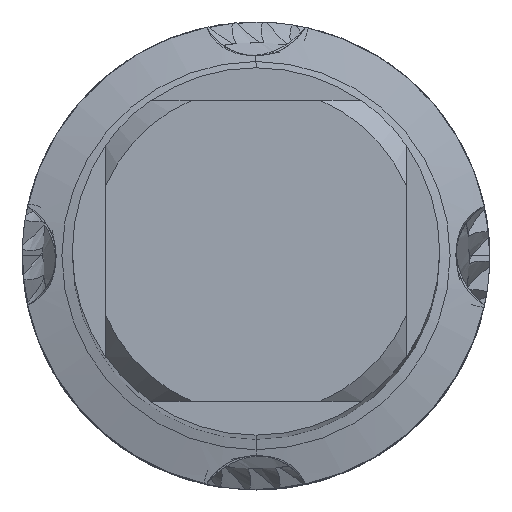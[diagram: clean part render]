
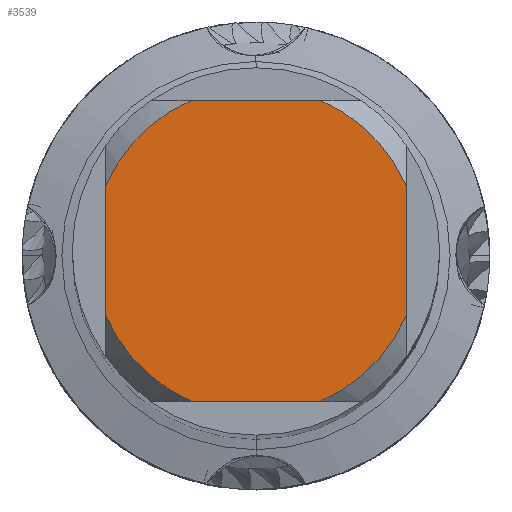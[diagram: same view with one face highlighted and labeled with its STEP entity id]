
A CAD part, top view. The second image highlights one B-rep face of the part: STEP entity #3539.
In plain terms, the highlighted planar face has unit normal (0, 0, 1).
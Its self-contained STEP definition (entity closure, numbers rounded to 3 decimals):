
#2821=VERTEX_POINT('',#7564);
#2963=VERTEX_POINT('',#7713);
#3239=EDGE_CURVE('',#2821,#6589,#8021,.T.);
#3539=ADVANCED_FACE('',(#8346),#8347,.T.);
#3603=EDGE_CURVE('',#6911,#6511,#8417,.T.);
#5111=VERTEX_POINT('',#10070);
#5281=EDGE_CURVE('',#5111,#2963,#10250,.T.);
#5341=EDGE_CURVE('',#6153,#6121,#10314,.T.);
#5717=EDGE_CURVE('',#5111,#6511,#10722,.T.);
#6121=VERTEX_POINT('',#11164);
#6127=EDGE_CURVE('',#6911,#6121,#11171,.T.);
#6153=VERTEX_POINT('',#11201);
#6511=VERTEX_POINT('',#11582);
#6589=VERTEX_POINT('',#11665);
#6693=EDGE_CURVE('',#2821,#2963,#11779,.T.);
#6911=VERTEX_POINT('',#12013);
#6973=EDGE_CURVE('',#6153,#6589,#12076,.T.);
#7564=CARTESIAN_POINT('',(4.5,-1.939,0.0));
#7713=CARTESIAN_POINT('',(1.939,-4.5,0.0));
#8021=LINE('',#14822,#14823);
#8346=FACE_OUTER_BOUND('',#15800,.T.);
#8347=PLANE('',#15801);
#8417=LINE('',#15984,#15985);
#10070=CARTESIAN_POINT('',(-1.939,-4.5,0.0));
#10250=LINE('',#21250,#21251);
#10314=LINE('',#21442,#21443);
#10722=CIRCLE('',#22559,4.9);
#11164=CARTESIAN_POINT('',(-1.939,4.5,0.0));
#11171=CIRCLE('',#23541,4.9);
#11201=CARTESIAN_POINT('',(1.939,4.5,0.0));
#11582=CARTESIAN_POINT('',(-4.5,-1.939,0.0));
#11665=CARTESIAN_POINT('',(4.5,1.939,0.0));
#11779=CIRCLE('',#25244,4.9);
#12013=CARTESIAN_POINT('',(-4.5,1.939,0.0));
#12076=CIRCLE('',#26028,4.9);
#14822=CARTESIAN_POINT('',(4.5,1.225,0.0));
#14823=VECTOR('',#27471,1.0);
#15800=EDGE_LOOP('',(#27903,#27904,#27905,#27906,#27907,#27908,#27909,#27910));
#15801=AXIS2_PLACEMENT_3D('',#27911,#27912,#27913);
#15984=CARTESIAN_POINT('',(-4.5,1.225,0.0));
#15985=VECTOR('',#27982,1.0);
#21250=CARTESIAN_POINT('',(0.0,-4.5,0.0));
#21251=VECTOR('',#29896,1.0);
#21442=CARTESIAN_POINT('',(0.0,4.5,0.0));
#21443=VECTOR('',#29947,1.0);
#22559=AXIS2_PLACEMENT_3D('',#30369,#30370,#30371);
#23541=AXIS2_PLACEMENT_3D('',#30860,#30861,#30862);
#25244=AXIS2_PLACEMENT_3D('',#31394,#31395,#31396);
#26028=AXIS2_PLACEMENT_3D('',#31611,#31612,#31613);
#27471=DIRECTION('',(-0.0,1.0,0.0));
#27903=ORIENTED_EDGE('',*,*,#3603,.T.);
#27904=ORIENTED_EDGE('',*,*,#5717,.F.);
#27905=ORIENTED_EDGE('',*,*,#5281,.T.);
#27906=ORIENTED_EDGE('',*,*,#6693,.F.);
#27907=ORIENTED_EDGE('',*,*,#3239,.T.);
#27908=ORIENTED_EDGE('',*,*,#6973,.F.);
#27909=ORIENTED_EDGE('',*,*,#5341,.T.);
#27910=ORIENTED_EDGE('',*,*,#6127,.F.);
#27911=CARTESIAN_POINT('',(0.0,2.45,0.0));
#27912=DIRECTION('',(-0.0,0.0,1.0));
#27913=DIRECTION('',(0.0,-1.0,0.0));
#27982=DIRECTION('',(-0.0,-1.0,0.0));
#29896=DIRECTION('',(1.0,0.0,0.0));
#29947=DIRECTION('',(-1.0,0.0,0.0));
#30369=CARTESIAN_POINT('',(0.0,0.0,0.0));
#30370=DIRECTION('',(0.0,0.0,-1.0));
#30371=DIRECTION('',(0.0,1.0,0.0));
#30860=CARTESIAN_POINT('',(0.0,0.0,0.0));
#30861=DIRECTION('',(0.0,0.0,-1.0));
#30862=DIRECTION('',(0.0,1.0,0.0));
#31394=CARTESIAN_POINT('',(0.0,0.0,0.0));
#31395=DIRECTION('',(0.0,0.0,-1.0));
#31396=DIRECTION('',(0.0,1.0,0.0));
#31611=CARTESIAN_POINT('',(0.0,0.0,0.0));
#31612=DIRECTION('',(0.0,0.0,-1.0));
#31613=DIRECTION('',(0.0,1.0,0.0));
